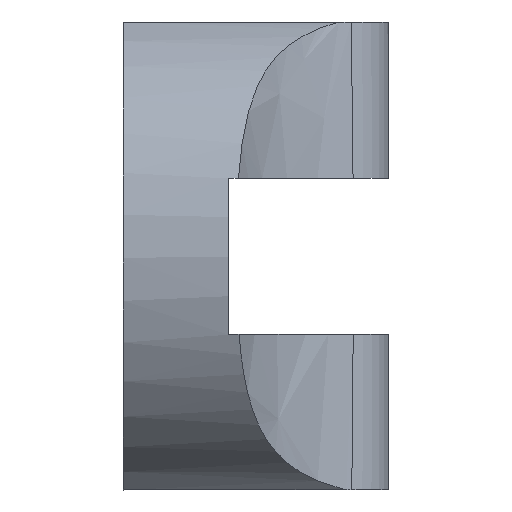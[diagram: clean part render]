
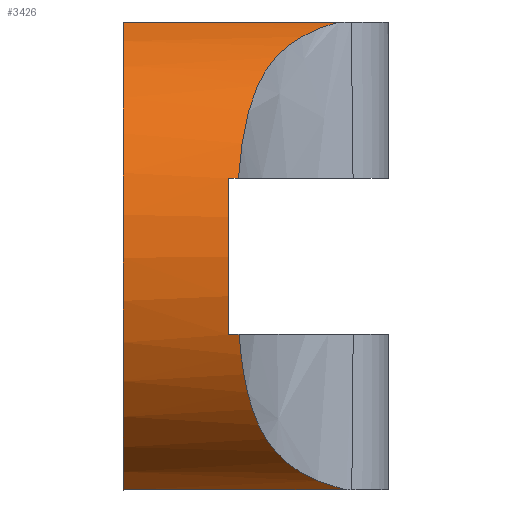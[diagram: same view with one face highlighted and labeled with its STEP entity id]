
A CAD part, left-side view. The second image highlights one B-rep face of the part: STEP entity #3426.
In plain terms, the highlighted cylindrical face has radius 16 mm (diameter 32 mm), a partial arc.
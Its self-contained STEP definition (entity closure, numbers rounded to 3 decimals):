
#172=FACE_OUTER_BOUND('',#353,.T.);
#353=EDGE_LOOP('',(#2548,#2549,#2550,#2551,#2552,#2553,#2554,#2555));
#531=B_SPLINE_CURVE_WITH_KNOTS('',3,(#5317,#5318,#5319,#5320,#5321,#5322,
#5323,#5324,#5325,#5326,#5327,#5328),.UNSPECIFIED.,.F.,.F.,(4,2,2,2,2,4),
(0.,0.39,0.821,1.125,1.341,
1.625),.UNSPECIFIED.);
#532=B_SPLINE_CURVE_WITH_KNOTS('',3,(#5330,#5331,#5332,#5333,#5334,#5335,
#5336,#5337,#5338,#5339),.UNSPECIFIED.,.F.,.F.,(4,2,2,2,4),(0.,
0.471,0.83,1.293,1.661),
 .UNSPECIFIED.);
#551=LINE('',#4888,#975);
#680=LINE('',#5197,#1104);
#683=LINE('',#5315,#1107);
#684=LINE('',#5329,#1108);
#975=VECTOR('',#3923,10.);
#1104=VECTOR('',#4104,10.);
#1107=VECTOR('',#4121,10.);
#1108=VECTOR('',#4122,10.);
#1400=CIRCLE('',#3629,16.);
#1435=CIRCLE('',#3668,16.);
#1486=VERTEX_POINT('',#4871);
#1487=VERTEX_POINT('',#4873);
#1492=VERTEX_POINT('',#4886);
#1645=VERTEX_POINT('',#5194);
#1646=VERTEX_POINT('',#5196);
#1654=VERTEX_POINT('',#5312);
#1655=VERTEX_POINT('',#5314);
#1656=VERTEX_POINT('',#5316);
#1838=EDGE_CURVE('',#1486,#1487,#1400,.T.);
#1846=EDGE_CURVE('',#1492,#1486,#551,.F.);
#2000=EDGE_CURVE('',#1645,#1646,#680,.T.);
#2011=EDGE_CURVE('',#1654,#1645,#1435,.T.);
#2012=EDGE_CURVE('',#1654,#1655,#683,.F.);
#2013=EDGE_CURVE('',#1655,#1656,#531,.T.);
#2014=EDGE_CURVE('',#1487,#1656,#684,.T.);
#2015=EDGE_CURVE('',#1646,#1492,#532,.F.);
#2548=ORIENTED_EDGE('',*,*,#2011,.F.);
#2549=ORIENTED_EDGE('',*,*,#2012,.T.);
#2550=ORIENTED_EDGE('',*,*,#2013,.T.);
#2551=ORIENTED_EDGE('',*,*,#2014,.F.);
#2552=ORIENTED_EDGE('',*,*,#1838,.F.);
#2553=ORIENTED_EDGE('',*,*,#1846,.F.);
#2554=ORIENTED_EDGE('',*,*,#2015,.F.);
#2555=ORIENTED_EDGE('',*,*,#2000,.F.);
#3384=CYLINDRICAL_SURFACE('',#3667,16.);
#3426=ADVANCED_FACE('',(#172),#3384,.T.);
#3629=AXIS2_PLACEMENT_3D('',#4874,#3907,#3908);
#3667=AXIS2_PLACEMENT_3D('',#5311,#4117,#4118);
#3668=AXIS2_PLACEMENT_3D('',#5313,#4119,#4120);
#3907=DIRECTION('center_axis',(0.,1.,0.));
#3908=DIRECTION('ref_axis',(-0.858,0.,0.514));
#3923=DIRECTION('',(0.,-1.,0.));
#4104=DIRECTION('',(0.,-1.,0.));
#4117=DIRECTION('center_axis',(0.,1.,0.));
#4118=DIRECTION('ref_axis',(-0.858,0.,0.514));
#4119=DIRECTION('center_axis',(0.,-1.,0.));
#4120=DIRECTION('ref_axis',(-0.858,0.,0.514));
#4121=DIRECTION('',(0.,1.,0.));
#4122=DIRECTION('',(0.,-1.,0.));
#4871=CARTESIAN_POINT('',(-4.957,46.908,293.387));
#4873=CARTESIAN_POINT('',(-5.294,46.908,323.336));
#4874=CARTESIAN_POINT('Origin',(0.507,46.908,308.425));
#4886=CARTESIAN_POINT('',(-4.957,32.646,293.387));
#4888=CARTESIAN_POINT('',(-4.957,39.997,293.387));
#5194=CARTESIAN_POINT('',(-14.66,40.187,303.328));
#5196=CARTESIAN_POINT('',(-14.66,39.505,303.328));
#5197=CARTESIAN_POINT('',(-14.66,39.997,303.328));
#5311=CARTESIAN_POINT('Origin',(0.507,39.997,308.425));
#5312=CARTESIAN_POINT('',(-14.723,40.187,313.328));
#5313=CARTESIAN_POINT('Origin',(0.507,40.187,308.425));
#5314=CARTESIAN_POINT('',(-14.723,39.547,313.328));
#5315=CARTESIAN_POINT('',(-14.723,39.997,313.328));
#5316=CARTESIAN_POINT('',(-5.294,33.12,323.336));
#5317=CARTESIAN_POINT('Ctrl Pts',(-14.723,39.547,313.328));
#5318=CARTESIAN_POINT('Ctrl Pts',(-14.326,39.456,314.562));
#5319=CARTESIAN_POINT('Ctrl Pts',(-13.783,39.319,315.735));
#5320=CARTESIAN_POINT('Ctrl Pts',(-12.371,38.833,318.025));
#5321=CARTESIAN_POINT('Ctrl Pts',(-11.491,38.471,319.093));
#5322=CARTESIAN_POINT('Ctrl Pts',(-9.854,37.549,320.653));
#5323=CARTESIAN_POINT('Ctrl Pts',(-9.154,37.089,321.206));
#5324=CARTESIAN_POINT('Ctrl Pts',(-7.962,36.133,322.013));
#5325=CARTESIAN_POINT('Ctrl Pts',(-7.475,35.693,322.302));
#5326=CARTESIAN_POINT('Ctrl Pts',(-6.391,34.575,322.878));
#5327=CARTESIAN_POINT('Ctrl Pts',(-5.816,33.876,323.133));
#5328=CARTESIAN_POINT('Ctrl Pts',(-5.294,33.12,323.336));
#5329=CARTESIAN_POINT('',(-5.294,39.997,323.336));
#5330=CARTESIAN_POINT('Ctrl Pts',(-4.957,32.646,293.387));
#5331=CARTESIAN_POINT('Ctrl Pts',(-5.805,33.933,293.694));
#5332=CARTESIAN_POINT('Ctrl Pts',(-6.8,35.058,294.135));
#5333=CARTESIAN_POINT('Ctrl Pts',(-8.689,36.711,295.296));
#5334=CARTESIAN_POINT('Ctrl Pts',(-9.52,37.292,295.908));
#5335=CARTESIAN_POINT('Ctrl Pts',(-11.367,38.369,297.608));
#5336=CARTESIAN_POINT('Ctrl Pts',(-12.321,38.77,298.742));
#5337=CARTESIAN_POINT('Ctrl Pts',(-13.749,39.269,301.06));
#5338=CARTESIAN_POINT('Ctrl Pts',(-14.27,39.409,302.166));
#5339=CARTESIAN_POINT('Ctrl Pts',(-14.66,39.505,303.328));
